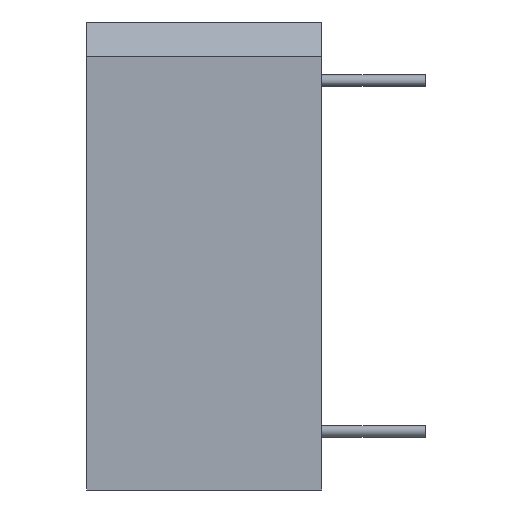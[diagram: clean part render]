
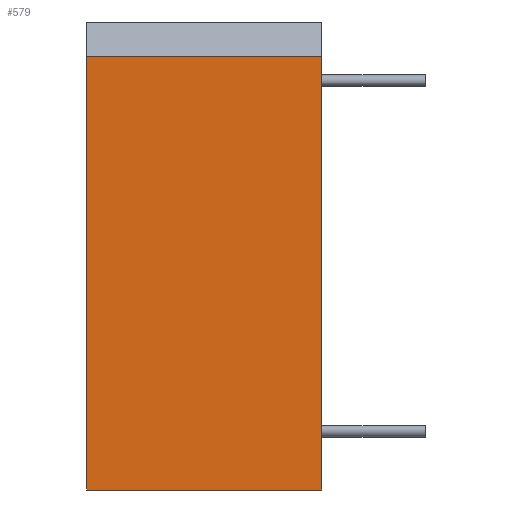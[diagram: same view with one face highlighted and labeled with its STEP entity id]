
A CAD part, left-side view. The second image highlights one B-rep face of the part: STEP entity #579.
In plain terms, the highlighted planar face has unit normal (-1, 0, 0).
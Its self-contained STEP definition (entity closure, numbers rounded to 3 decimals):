
#5 = AXIS2_PLACEMENT_3D ( 'NONE', #302, #366, #9 ) ;
#9 = DIRECTION ( 'NONE',  ( 0., 0., -1. ) ) ;
#11 = DIRECTION ( 'NONE',  ( 0., 0., 1. ) ) ;
#20 = CARTESIAN_POINT ( 'NONE',  ( -15.9, 0., 8.65 ) ) ;
#90 = FACE_OUTER_BOUND ( 'NONE', #790, .T. ) ;
#105 = EDGE_CURVE ( 'NONE', #432, #395, #176, .T. ) ;
#120 = CARTESIAN_POINT ( 'NONE',  ( -15.9, 0., -10.15 ) ) ;
#176 = LINE ( 'NONE', #639, #371 ) ;
#177 = ORIENTED_EDGE ( 'NONE', *, *, #202, .T. ) ;
#179 = DIRECTION ( 'NONE',  ( 0., 1., 0. ) ) ;
#202 = EDGE_CURVE ( 'NONE', #250, #493, #290, .T. ) ;
#220 = DIRECTION ( 'NONE',  ( 0., 0., 1. ) ) ;
#226 = PLANE ( 'NONE',  #5 ) ;
#250 = VERTEX_POINT ( 'NONE', #120 ) ;
#290 = LINE ( 'NONE', #567, #637 ) ;
#302 = CARTESIAN_POINT ( 'NONE',  ( -15.9, 10.2, -10.15 ) ) ;
#335 = CARTESIAN_POINT ( 'NONE',  ( -15.9, 10.2, -10.15 ) ) ;
#366 = DIRECTION ( 'NONE',  ( 1., 0., 0. ) ) ;
#371 = VECTOR ( 'NONE', #11, 1000. ) ;
#395 = VERTEX_POINT ( 'NONE', #623 ) ;
#432 = VERTEX_POINT ( 'NONE', #335 ) ;
#436 = ORIENTED_EDGE ( 'NONE', *, *, #824, .T. ) ;
#493 = VERTEX_POINT ( 'NONE', #20 ) ;
#525 = LINE ( 'NONE', #805, #848 ) ;
#547 = LINE ( 'NONE', #615, #667 ) ;
#567 = CARTESIAN_POINT ( 'NONE',  ( -15.9, 0., -10.15 ) ) ;
#579 = ADVANCED_FACE ( 'NONE', ( #90 ), #226, .F. ) ;
#601 = ORIENTED_EDGE ( 'NONE', *, *, #789, .T. ) ;
#615 = CARTESIAN_POINT ( 'NONE',  ( -15.9, 10.2, -10.15 ) ) ;
#623 = CARTESIAN_POINT ( 'NONE',  ( -15.9, 10.2, 8.65 ) ) ;
#637 = VECTOR ( 'NONE', #220, 1000. ) ;
#639 = CARTESIAN_POINT ( 'NONE',  ( -15.9, 10.2, -10.15 ) ) ;
#667 = VECTOR ( 'NONE', #898, 1000. ) ;
#789 = EDGE_CURVE ( 'NONE', #493, #395, #525, .T. ) ;
#790 = EDGE_LOOP ( 'NONE', ( #177, #601, #829, #436 ) ) ;
#805 = CARTESIAN_POINT ( 'NONE',  ( -15.9, 10.2, 8.65 ) ) ;
#824 = EDGE_CURVE ( 'NONE', #432, #250, #547, .T. ) ;
#829 = ORIENTED_EDGE ( 'NONE', *, *, #105, .F. ) ;
#848 = VECTOR ( 'NONE', #179, 1000. ) ;
#898 = DIRECTION ( 'NONE',  ( 0., -1., 0. ) ) ;
